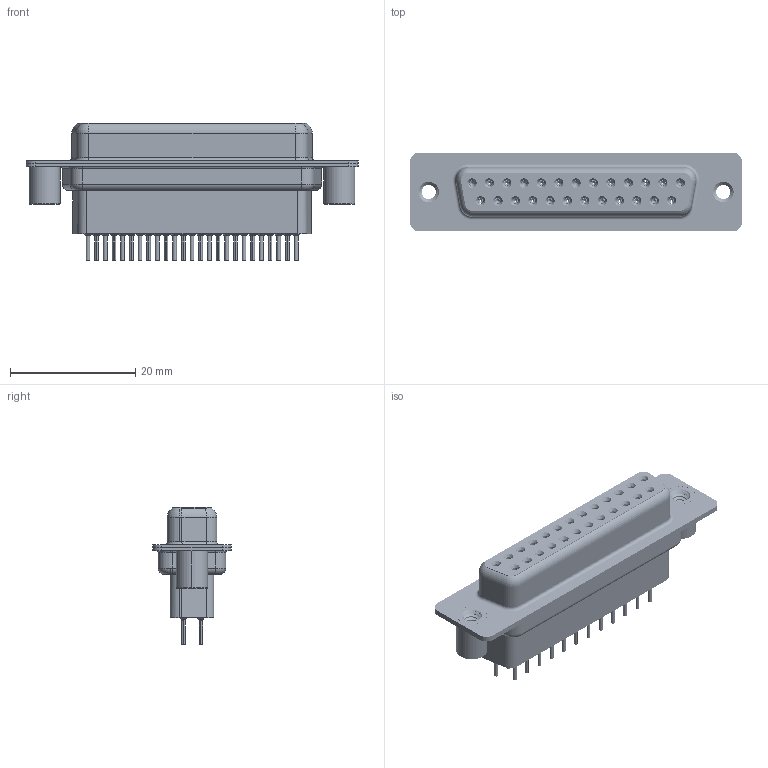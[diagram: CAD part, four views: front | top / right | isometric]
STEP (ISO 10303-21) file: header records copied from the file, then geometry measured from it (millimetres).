
FILE_DESCRIPTION (( 'STEP AP203' ), '1' );
FILE_NAME ('628-025-321-079.STEP', '2020-07-14T13:37:49', ( '' ), ( '' ), 'SwSTEP 2.0', 'SolidWorks 2020', '' );
FILE_SCHEMA (( 'CONFIG_CONTROL_DESIGN' ));
Length unit declared in the file: millimetre
Products named in the file (7): 628 Contact Row 2_21H; 628 Shell Rear_25 Contacts; 628 Contact Row 1_21H; 628 4-40 Threaded Standoff BS; 628 Housing_25 HP; 628 Shell Front_25 Contacts; 628-025-321-079
Assembly tree (30 placements, depth 2):
  628-025-321-079
    628 Housing_25 HP
    628 Shell Front_25 Contacts
    628 Shell Rear_25 Contacts
    628 Contact Row 1_21H  x13
    628 Contact Row 2_21H  x12
    628 4-40 Threaded Standoff BS  x2
Bounding box: 53 x 12.6 x 21.9 mm (x, y, z)
Volume: 5082.3 mm3; surface area: 11672.6 mm2
Topology: 30 solids, 30 shells, 3376 faces, 8649 edges, 5394 vertices
Faces by surface type: cylinder 982, plane 842, torus 657, bspline 506, cone 389
Entity records: 28440 total; most frequent: CARTESIAN_POINT 8225, DIRECTION 4141, ORIENTED_EDGE 3820, EDGE_CURVE 1910, AXIS2_PLACEMENT_3D 1730, VERTEX_POINT 1204, EDGE_LOOP 950, CIRCLE 938
